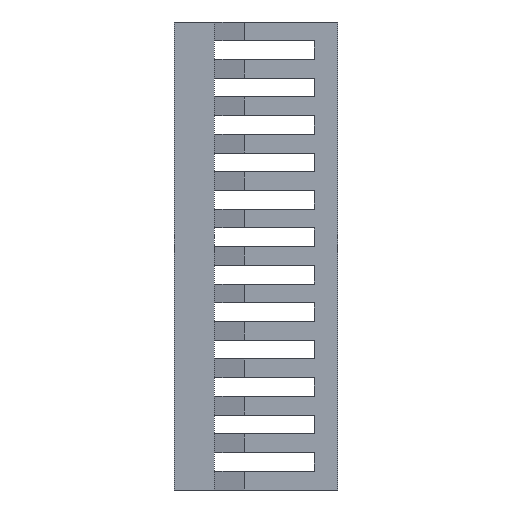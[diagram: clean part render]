
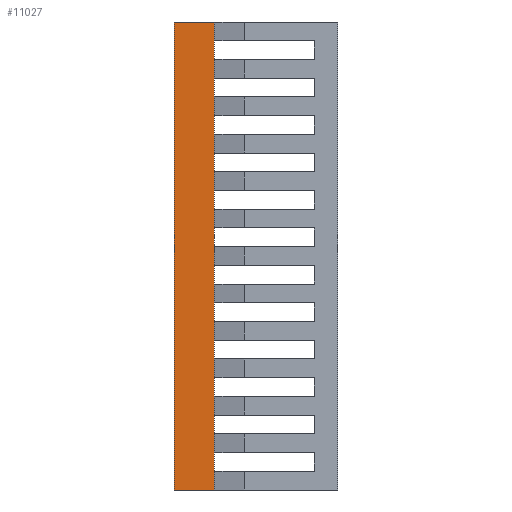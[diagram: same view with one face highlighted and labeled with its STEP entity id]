
A CAD part, left-side view. The second image highlights one B-rep face of the part: STEP entity #11027.
In plain terms, the highlighted planar face has unit normal (-1, 0, 0).
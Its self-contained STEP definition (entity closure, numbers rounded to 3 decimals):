
#10783=DIRECTION('',(0.,1.,0.));
#10784=VECTOR('',#10783,8.592);
#10785=CARTESIAN_POINT('',(-37.,-8.592,50.));
#10786=LINE('',#10785,#10784);
#10811=DIRECTION('',(0.,1.,0.));
#10812=VECTOR('',#10811,8.592);
#10813=CARTESIAN_POINT('',(-37.,-8.592,-50.));
#10814=LINE('',#10813,#10812);
#10815=DIRECTION('',(0.,0.,1.));
#10816=VECTOR('',#10815,100.);
#10817=CARTESIAN_POINT('',(-37.,0.,-50.));
#10818=LINE('',#10817,#10816);
#10823=DIRECTION('',(0.,0.,1.));
#10824=VECTOR('',#10823,100.);
#10825=CARTESIAN_POINT('',(-37.,-8.592,-50.));
#10826=LINE('',#10825,#10824);
#10895=CARTESIAN_POINT('',(-37.,0.,-50.));
#10896=CARTESIAN_POINT('',(-37.,0.,50.));
#10897=VERTEX_POINT('',#10895);
#10898=VERTEX_POINT('',#10896);
#10911=CARTESIAN_POINT('',(-37.,-8.592,-50.));
#10912=CARTESIAN_POINT('',(-37.,-8.592,50.));
#10913=VERTEX_POINT('',#10911);
#10914=VERTEX_POINT('',#10912);
#11015=CARTESIAN_POINT('',(-37.,-3.,-50.));
#11016=DIRECTION('',(-1.,0.,0.));
#11017=DIRECTION('',(0.,-1.,0.));
#11018=AXIS2_PLACEMENT_3D('',#11015,#11016,#11017);
#11019=PLANE('',#11018);
#11020=ORIENTED_EDGE('',*,*,#10982,.F.);
#11022=ORIENTED_EDGE('',*,*,#11021,.F.);
#11023=ORIENTED_EDGE('',*,*,#10930,.T.);
#11024=ORIENTED_EDGE('',*,*,#11010,.T.);
#11025=EDGE_LOOP('',(#11020,#11022,#11023,#11024));
#11026=FACE_OUTER_BOUND('',#11025,.F.);
#10930=EDGE_CURVE('',#10913,#10897,#10814,.T.);
#10982=EDGE_CURVE('',#10914,#10898,#10786,.T.);
#11010=EDGE_CURVE('',#10897,#10898,#10818,.T.);
#11021=EDGE_CURVE('',#10913,#10914,#10826,.T.);
#11027=ADVANCED_FACE('',(#11026),#11019,.T.);
